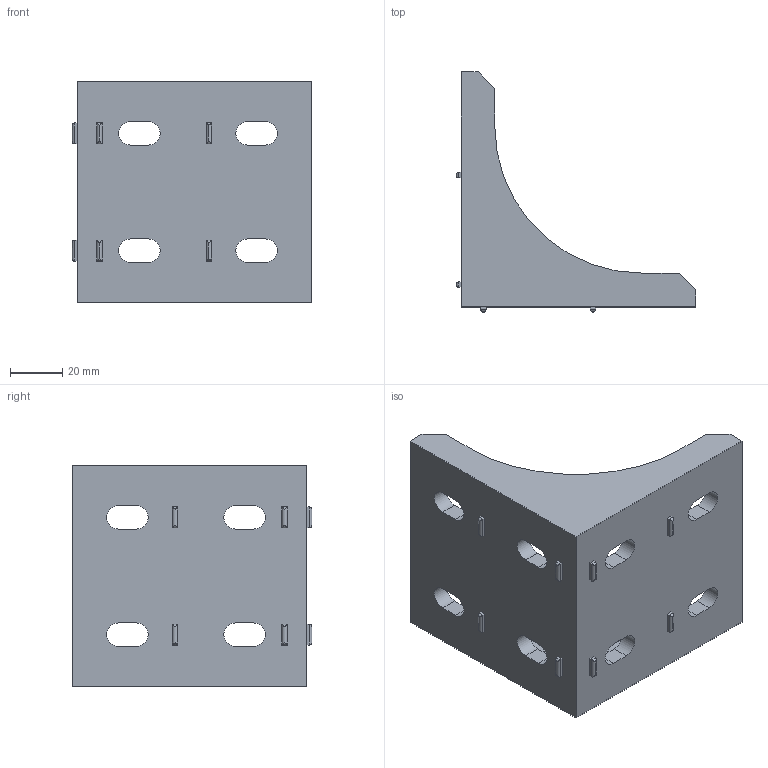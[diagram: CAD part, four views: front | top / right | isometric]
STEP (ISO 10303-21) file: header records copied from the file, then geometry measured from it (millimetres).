
FILE_DESCRIPTION((''),'2;1');
FILE_NAME('DCB9085-8.stp','2009-08-31T16:23:30',('Administrator'),(''),'Autodesk Inventor 2008','Autodesk Inventor 2008','');
FILE_SCHEMA(('AUTOMOTIVE_DESIGN { 1 0 10303 214 1 1 1 1 }'));
Length unit declared in the file: millimetre
Products named in the file (1): DCB9085-8
Bounding box: 92 x 92 x 85 mm (x, y, z)
Volume: 106109 mm3; surface area: 39602.5 mm2
Topology: 1 solids, 1 shells, 116 faces, 282 edges, 176 vertices
Faces by surface type: plane 70, cylinder 46
Entity records: 3404 total; most frequent: DIRECTION 584, CARTESIAN_POINT 575, ORIENTED_EDGE 564, EDGE_CURVE 282, VECTOR 214, LINE 214, AXIS2_PLACEMENT_3D 185, VERTEX_POINT 176
